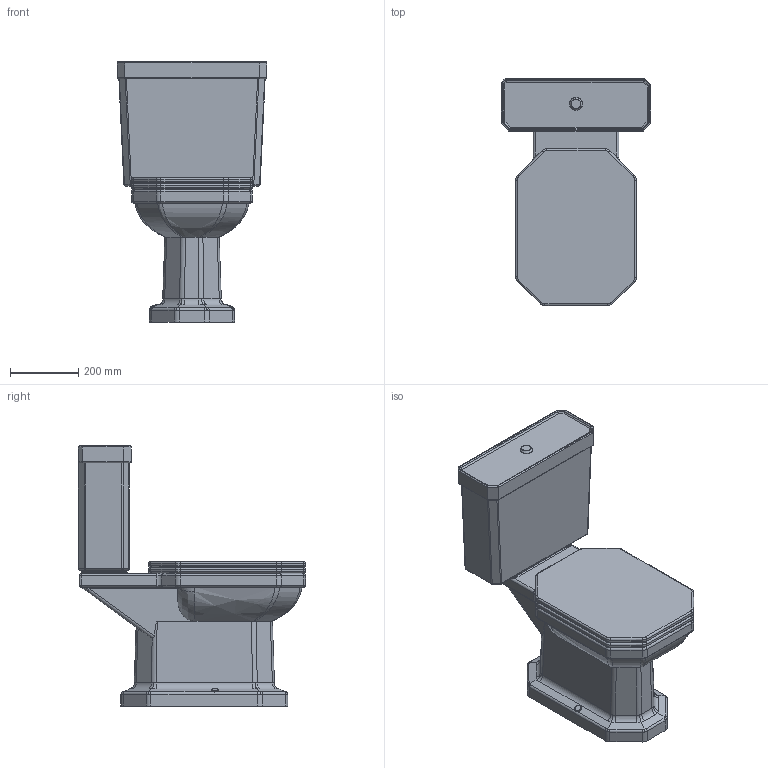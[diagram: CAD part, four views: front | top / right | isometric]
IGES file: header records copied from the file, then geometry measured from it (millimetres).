
Global section: file name: No Iges File Name specified; native system: AutoDesk Inventor R11.0; preprocessor: AutoDesk Inventor Iges Exporter R11.0; author: No Author specified; organization: No Organization specified; date: 20080103.110129; units: millimetre
Bounding box: 440 x 667.5 x 765 mm (x, y, z)
Volume: 51896127.7 mm3; surface area: 2123626.4 mm2
Topology: 7 solids, 7 shells, 643 faces, 1495 edges, 879 vertices
Faces by surface type: cylinder 201, plane 162, torus 98, revolution 88, bspline 84, sphere 8, cone 2
